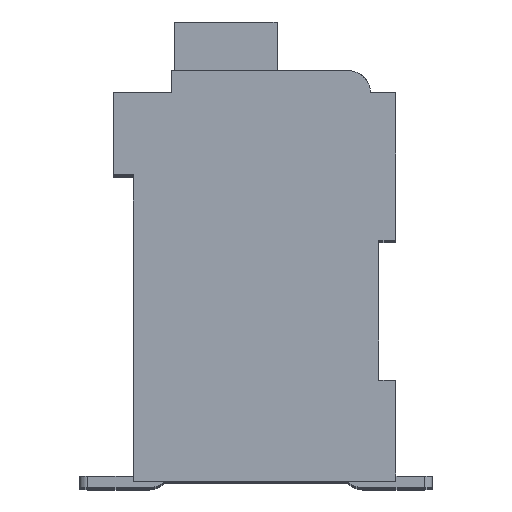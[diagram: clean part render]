
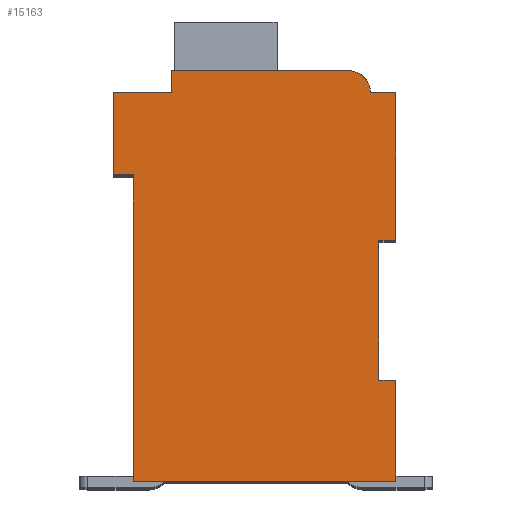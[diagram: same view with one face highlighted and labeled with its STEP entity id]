
A CAD part, top view. The second image highlights one B-rep face of the part: STEP entity #15163.
In plain terms, the highlighted planar face has unit normal (0, 0, 1).
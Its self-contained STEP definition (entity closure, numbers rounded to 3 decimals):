
#1602=DIRECTION('',(1.,0.,0.));
#1603=VECTOR('',#1602,0.5);
#1604=CARTESIAN_POINT('',(7.3,7.15,2.1));
#1605=LINE('',#1604,#1603);
#1606=DIRECTION('',(0.,1.,0.));
#1607=VECTOR('',#1606,4.15);
#1608=CARTESIAN_POINT('',(7.3,3.,2.1));
#1609=LINE('',#1608,#1607);
#1610=DIRECTION('',(-1.,0.,0.));
#1611=VECTOR('',#1610,0.5);
#1612=CARTESIAN_POINT('',(7.8,3.,2.1));
#1613=LINE('',#1612,#1611);
#1614=DIRECTION('',(0.,1.,0.));
#1615=VECTOR('',#1614,3.);
#1616=CARTESIAN_POINT('',(7.8,0.,2.1));
#1617=LINE('',#1616,#1615);
#1618=DIRECTION('',(1.,0.,0.));
#1619=VECTOR('',#1618,7.8);
#1620=CARTESIAN_POINT('',(0.,0.,2.1));
#1621=LINE('',#1620,#1619);
#1622=DIRECTION('',(0.,-1.,0.));
#1623=VECTOR('',#1622,9.1);
#1624=CARTESIAN_POINT('',(0.,9.1,2.1));
#1625=LINE('',#1624,#1623);
#1626=DIRECTION('',(1.,0.,0.));
#1627=VECTOR('',#1626,0.6);
#1628=CARTESIAN_POINT('',(-0.6,9.1,2.1));
#1629=LINE('',#1628,#1627);
#1630=DIRECTION('',(0.,-1.,0.));
#1631=VECTOR('',#1630,2.45);
#1632=CARTESIAN_POINT('',(-0.6,11.55,2.1));
#1633=LINE('',#1632,#1631);
#1634=DIRECTION('',(-1.,0.,0.));
#1635=VECTOR('',#1634,1.75);
#1636=CARTESIAN_POINT('',(1.15,11.55,2.1));
#1637=LINE('',#1636,#1635);
#1638=DIRECTION('',(0.,-1.,0.));
#1639=VECTOR('',#1638,0.65);
#1640=CARTESIAN_POINT('',(1.15,12.2,2.1));
#1641=LINE('',#1640,#1639);
#1642=DIRECTION('',(-1.,0.,0.));
#1643=VECTOR('',#1642,5.25);
#1644=CARTESIAN_POINT('',(6.4,12.2,2.1));
#1645=LINE('',#1644,#1643);
#1646=CARTESIAN_POINT('',(6.4,11.55,2.1));
#1647=DIRECTION('',(0.,0.,1.));
#1648=DIRECTION('',(1.,0.,0.));
#1649=AXIS2_PLACEMENT_3D('',#1646,#1647,#1648);
#1651=DIRECTION('',(-1.,0.,0.));
#1652=VECTOR('',#1651,0.75);
#1653=CARTESIAN_POINT('',(7.8,11.55,2.1));
#1654=LINE('',#1653,#1652);
#1655=DIRECTION('',(0.,1.,0.));
#1656=VECTOR('',#1655,4.4);
#1657=CARTESIAN_POINT('',(7.8,7.15,2.1));
#1658=LINE('',#1657,#1656);
#10419=CARTESIAN_POINT('',(7.3,7.15,2.1));
#10420=CARTESIAN_POINT('',(7.8,7.15,2.1));
#10421=VERTEX_POINT('',#10419);
#10422=VERTEX_POINT('',#10420);
#10423=CARTESIAN_POINT('',(7.8,11.55,2.1));
#10424=VERTEX_POINT('',#10423);
#10425=CARTESIAN_POINT('',(7.05,11.55,2.1));
#10426=VERTEX_POINT('',#10425);
#10427=CARTESIAN_POINT('',(6.4,12.2,2.1));
#10428=VERTEX_POINT('',#10427);
#10429=CARTESIAN_POINT('',(1.15,12.2,2.1));
#10430=VERTEX_POINT('',#10429);
#10431=CARTESIAN_POINT('',(1.15,11.55,2.1));
#10432=VERTEX_POINT('',#10431);
#10433=CARTESIAN_POINT('',(-0.6,11.55,2.1));
#10434=VERTEX_POINT('',#10433);
#10435=CARTESIAN_POINT('',(-0.6,9.1,2.1));
#10436=VERTEX_POINT('',#10435);
#10437=CARTESIAN_POINT('',(0.,9.1,2.1));
#10438=VERTEX_POINT('',#10437);
#10439=CARTESIAN_POINT('',(0.,0.,2.1));
#10440=VERTEX_POINT('',#10439);
#10441=CARTESIAN_POINT('',(7.8,0.,2.1));
#10442=VERTEX_POINT('',#10441);
#10443=CARTESIAN_POINT('',(7.8,3.,2.1));
#10444=VERTEX_POINT('',#10443);
#10445=CARTESIAN_POINT('',(7.3,3.,2.1));
#10446=VERTEX_POINT('',#10445);
#15133=CARTESIAN_POINT('',(0.,0.,2.1));
#15134=DIRECTION('',(0.,0.,1.));
#15135=DIRECTION('',(1.,0.,0.));
#15136=AXIS2_PLACEMENT_3D('',#15133,#15134,#15135);
#15137=PLANE('',#15136);
#15138=ORIENTED_EDGE('',*,*,#13660,.F.);
#15139=ORIENTED_EDGE('',*,*,#14196,.F.);
#15141=ORIENTED_EDGE('',*,*,#15140,.F.);
#15143=ORIENTED_EDGE('',*,*,#15142,.F.);
#15144=ORIENTED_EDGE('',*,*,#14499,.F.);
#15145=ORIENTED_EDGE('',*,*,#14400,.F.);
#15147=ORIENTED_EDGE('',*,*,#15146,.F.);
#15149=ORIENTED_EDGE('',*,*,#15148,.F.);
#15151=ORIENTED_EDGE('',*,*,#15150,.F.);
#15153=ORIENTED_EDGE('',*,*,#15152,.F.);
#15155=ORIENTED_EDGE('',*,*,#15154,.F.);
#15157=ORIENTED_EDGE('',*,*,#15156,.F.);
#15159=ORIENTED_EDGE('',*,*,#15158,.F.);
#15160=ORIENTED_EDGE('',*,*,#13952,.F.);
#15161=EDGE_LOOP('',(#15138,#15139,#15141,#15143,#15144,#15145,#15147,#15149,
#15151,#15153,#15155,#15157,#15159,#15160));
#15162=FACE_OUTER_BOUND('',#15161,.F.);
#1650=CIRCLE('',#1649,0.65);
#13660=EDGE_CURVE('',#10421,#10422,#1605,.T.);
#13952=EDGE_CURVE('',#10422,#10424,#1658,.T.);
#14196=EDGE_CURVE('',#10446,#10421,#1609,.T.);
#14400=EDGE_CURVE('',#10438,#10440,#1625,.T.);
#14499=EDGE_CURVE('',#10440,#10442,#1621,.T.);
#15140=EDGE_CURVE('',#10444,#10446,#1613,.T.);
#15142=EDGE_CURVE('',#10442,#10444,#1617,.T.);
#15146=EDGE_CURVE('',#10436,#10438,#1629,.T.);
#15148=EDGE_CURVE('',#10434,#10436,#1633,.T.);
#15150=EDGE_CURVE('',#10432,#10434,#1637,.T.);
#15152=EDGE_CURVE('',#10430,#10432,#1641,.T.);
#15154=EDGE_CURVE('',#10428,#10430,#1645,.T.);
#15156=EDGE_CURVE('',#10426,#10428,#1650,.T.);
#15158=EDGE_CURVE('',#10424,#10426,#1654,.T.);
#15163=ADVANCED_FACE('',(#15162),#15137,.T.);
